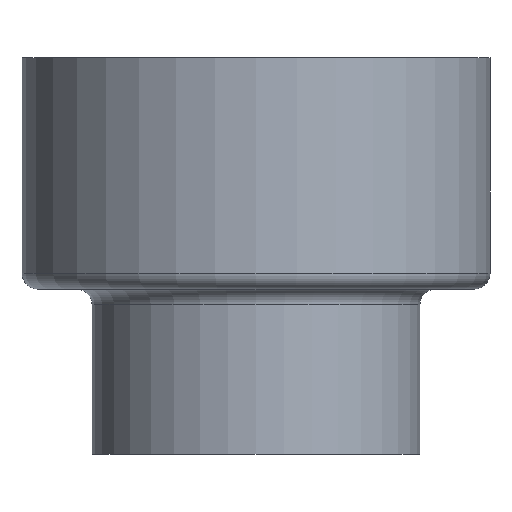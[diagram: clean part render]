
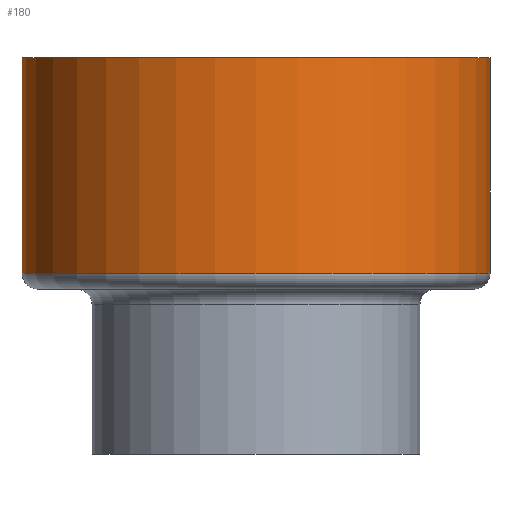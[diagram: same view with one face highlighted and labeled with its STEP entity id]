
A CAD part, front view. The second image highlights one B-rep face of the part: STEP entity #180.
In plain terms, the highlighted cylindrical face has radius 44.958 mm (diameter 89.916 mm), a full revolution.
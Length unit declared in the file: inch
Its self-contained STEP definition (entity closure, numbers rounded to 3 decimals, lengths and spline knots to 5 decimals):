
#13 = CARTESIAN_POINT ( 'NONE',  ( -1.77, 0., 0. ) ) ;
#20 = ORIENTED_EDGE ( 'NONE', *, *, #48, .F. ) ;
#27 = EDGE_LOOP ( 'NONE', ( #97 ) ) ;
#28 = FACE_OUTER_BOUND ( 'NONE', #27, .T. ) ;
#31 = VERTEX_POINT ( 'NONE', #104 ) ;
#35 = FACE_OUTER_BOUND ( 'NONE', #126, .T. ) ;
#48 = EDGE_CURVE ( 'NONE', #31, #31, #312, .T. ) ;
#72 = CIRCLE ( 'NONE', #148, 1.77 ) ;
#95 = VERTEX_POINT ( 'NONE', #13 ) ;
#97 = ORIENTED_EDGE ( 'NONE', *, *, #120, .T. ) ;
#104 = CARTESIAN_POINT ( 'NONE',  ( -1.77, 0., -1.63 ) ) ;
#120 = EDGE_CURVE ( 'NONE', #95, #95, #72, .T. ) ;
#126 = EDGE_LOOP ( 'NONE', ( #20 ) ) ;
#131 = DIRECTION ( 'NONE',  ( 0., 0., -1. ) ) ;
#148 = AXIS2_PLACEMENT_3D ( 'NONE', #299, #318, #316 ) ;
#180 = ADVANCED_FACE ( 'NONE', ( #28, #35 ), #224, .T. ) ;
#187 = AXIS2_PLACEMENT_3D ( 'NONE', #296, #131, #255 ) ;
#224 = CYLINDRICAL_SURFACE ( 'NONE', #187, 1.77 ) ;
#227 = CARTESIAN_POINT ( 'NONE',  ( 0., 0., -1.63 ) ) ;
#228 = DIRECTION ( 'NONE',  ( 0., 0., -1. ) ) ;
#230 = DIRECTION ( 'NONE',  ( -1., 0., 0. ) ) ;
#255 = DIRECTION ( 'NONE',  ( -1., 0., 0. ) ) ;
#296 = CARTESIAN_POINT ( 'NONE',  ( 0., 0., 0. ) ) ;
#299 = CARTESIAN_POINT ( 'NONE',  ( 0., 0., 0. ) ) ;
#312 = CIRCLE ( 'NONE', #317, 1.77 ) ;
#316 = DIRECTION ( 'NONE',  ( -1., 0., 0. ) ) ;
#317 = AXIS2_PLACEMENT_3D ( 'NONE', #227, #228, #230 ) ;
#318 = DIRECTION ( 'NONE',  ( 0., 0., -1. ) ) ;
